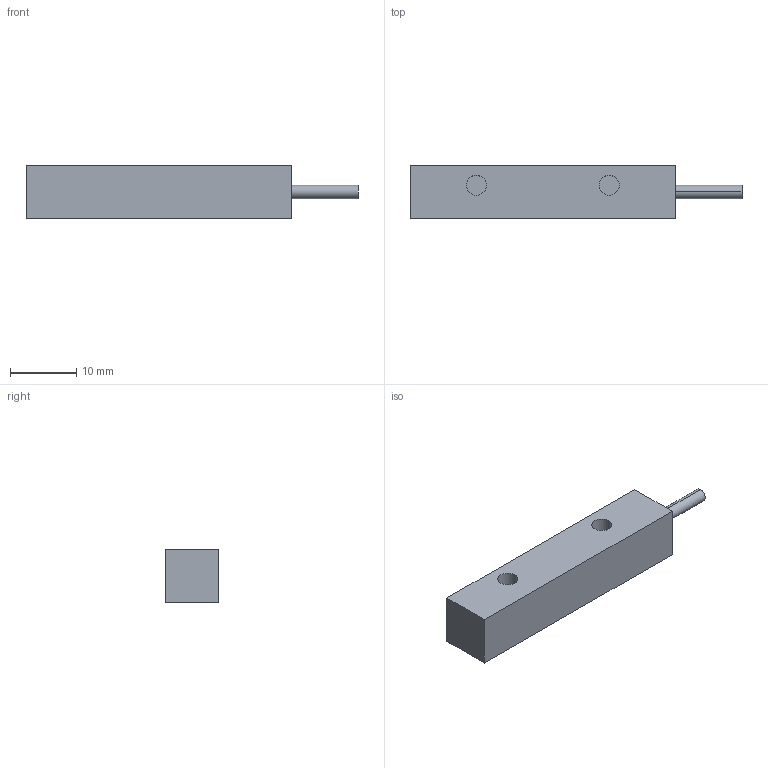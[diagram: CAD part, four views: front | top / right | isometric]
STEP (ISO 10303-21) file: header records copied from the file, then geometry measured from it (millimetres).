
FILE_DESCRIPTION((''),'2;1');
FILE_NAME('DM_CAD-3150','2017-07-25T',('creinig-se'),(''),'PRO/ENGINEER BY PARAMETRIC TECHNOLOGY CORPORATION, 2015440','PRO/ENGINEER BY PARAMETRIC TECHNOLOGY CORPORATION, 2015440','');
FILE_SCHEMA(('CONFIG_CONTROL_DESIGN'));
Length unit declared in the file: millimetre
Products named in the file (1): DM_CAD-3150
Bounding box: 50 x 8 x 8 mm (x, y, z)
Volume: 2506.4 mm3; surface area: 1584.4 mm2
Topology: 1 solids, 1 shells, 18 faces, 90 edges, 84 vertices
Faces by surface type: plane 10, cylinder 8
Entity records: 1337 total; most frequent: DIRECTION 160, CARTESIAN_POINT 133, PRESENTATION_STYLE_ASSIGNMENT 108, STYLED_ITEM 104, CURVE_STYLE 97, COLOUR_RGB 74, ORIENTED_EDGE 72, VECTOR 58
